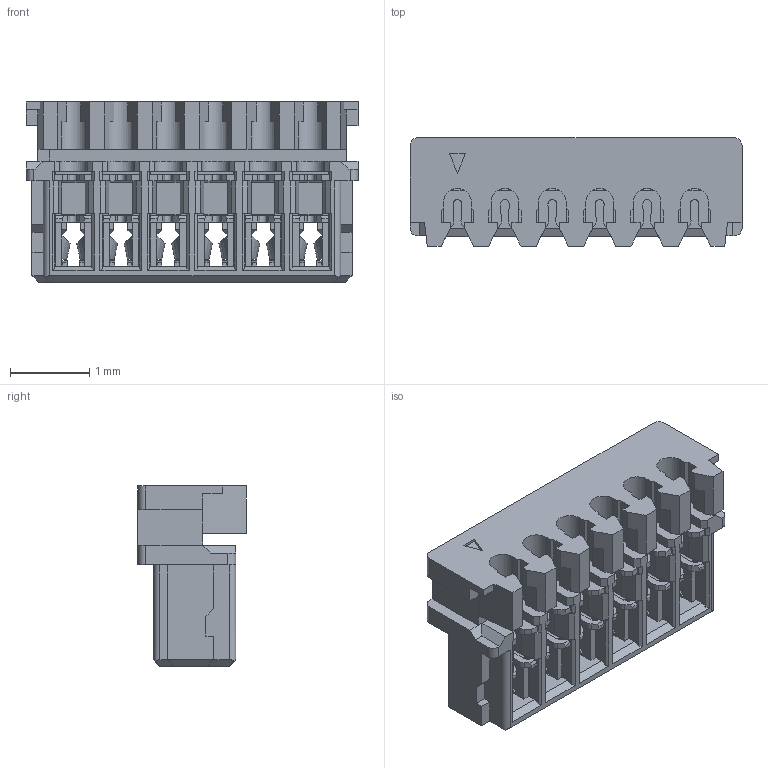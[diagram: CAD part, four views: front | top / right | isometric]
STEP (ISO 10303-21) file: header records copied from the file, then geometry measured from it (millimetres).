
FILE_DESCRIPTION(('CoCreate Modeling STEP Export'),'2;1');
FILE_NAME('WB0611H-06.stp','2021-09-09T11:36:28',(''),(''),'CoCreate Modeling STEP processor for AP214 (Solid Model)','CoCreate Modeling 16.00 13-May-2008 (C) Parametric Technology GmbH','');
FILE_SCHEMA(('AUTOMOTIVE_DESIGN { 1 0 10303 214 1 1 1 1 }'));
Length unit declared in the file: millimetre
Products named in the file (2): WB0611H-06XXXX
Assembly tree (1 placements, depth 2):
  WB0611H-06XXXX
    WB0611H-06XXXX
Bounding box: 4.2 x 1.37 x 2.28 mm (x, y, z)
Volume: 6.7 mm3; surface area: 71.2 mm2
Topology: 1 solids, 1 shells, 1050 faces, 3029 edges, 1947 vertices
Faces by surface type: plane 812, cylinder 190, bspline 48
Entity records: 33517 total; most frequent: CARTESIAN_POINT 6344, ORIENTED_EDGE 6058, DIRECTION 5088, EDGE_CURVE 3029, VECTOR 2530, LINE 2530, VERTEX_POINT 1947, AXIS2_PLACEMENT_3D 1279
